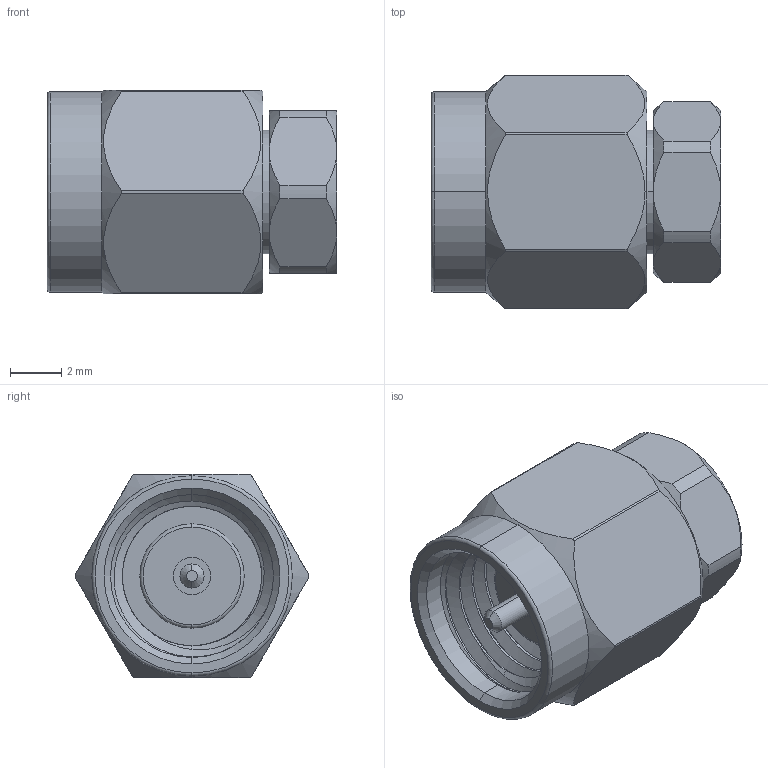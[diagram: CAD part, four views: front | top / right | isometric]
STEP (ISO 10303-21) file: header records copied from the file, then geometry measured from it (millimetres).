
FILE_DESCRIPTION (( 'STEP AP203' ), '1' );
FILE_NAME ('PE44691.step', '2018-05-16T14:31:03', ( '' ), ( '' ), 'SwSTEP 2.0', 'SolidWorks 2017', '' );
FILE_SCHEMA (( 'CONFIG_CONTROL_DESIGN' ));
Length unit declared in the file: inch
Products named in the file (1): PE44691
Bounding box: 11.3 x 9.12 x 7.94 mm (x, y, z)
Volume: 402.9 mm3; surface area: 573.3 mm2
Topology: 1 solids, 1 shells, 88 faces, 211 edges, 132 vertices
Faces by surface type: cylinder 34, cone 26, plane 21, torus 4, bspline 3
Entity records: 3571 total; most frequent: CARTESIAN_POINT 1547, ORIENTED_EDGE 422, DIRECTION 395, EDGE_CURVE 211, AXIS2_PLACEMENT_3D 168, VERTEX_POINT 132, EDGE_LOOP 95, FACE_OUTER_BOUND 88
